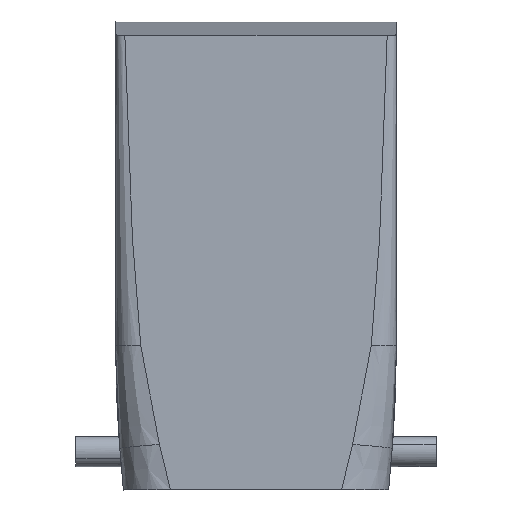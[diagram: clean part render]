
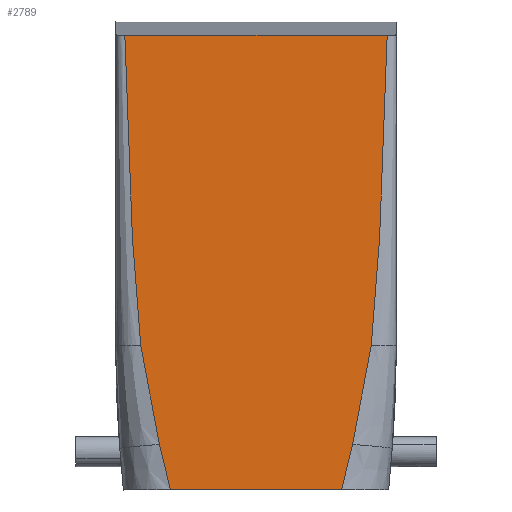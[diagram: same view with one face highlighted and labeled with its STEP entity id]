
A CAD part, front view. The second image highlights one B-rep face of the part: STEP entity #2789.
In plain terms, the highlighted planar face has unit normal (0, -1, 0.013).
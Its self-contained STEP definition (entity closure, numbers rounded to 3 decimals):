
#2664=AXIS2_PLACEMENT_3D('Plane Axis2P3D',#2661,#2662,#2663) ;
#1272=CARTESIAN_POINT('Line Origine',(29.2,0.964,73.651)) ;
#1276=CARTESIAN_POINT('Vertex',(7.95,0.964,73.651)) ;
#1278=CARTESIAN_POINT('Vertex',(50.45,0.964,73.651)) ;
#2661=CARTESIAN_POINT('Axis2P3D Location',(29.2,1.957,149.476)) ;
#2666=CARTESIAN_POINT('Line Origine',(29.2,0.,0.)) ;
#2670=CARTESIAN_POINT('Vertex',(15.33,0.,0.)) ;
#2672=CARTESIAN_POINT('Vertex',(43.07,0.,0.)) ;
#2676=CARTESIAN_POINT('Control Point',(44.842,0.097,7.395)) ;
#2677=CARTESIAN_POINT('Control Point',(44.695,0.089,6.786)) ;
#2678=CARTESIAN_POINT('Control Point',(44.548,0.081,6.177)) ;
#2679=CARTESIAN_POINT('Control Point',(44.415,0.074,5.626)) ;
#2680=CARTESIAN_POINT('Control Point',(44.054,0.054,4.129)) ;
#2681=CARTESIAN_POINT('Control Point',(43.698,0.035,2.644)) ;
#2682=CARTESIAN_POINT('Control Point',(43.494,0.023,1.786)) ;
#2683=CARTESIAN_POINT('Control Point',(43.282,0.012,0.895)) ;
#2684=CARTESIAN_POINT('Control Point',(43.07,0.,0.)) ;
#2685=CARTESIAN_POINT('Vertex',(44.842,0.097,7.395)) ;
#2689=CARTESIAN_POINT('Control Point',(47.876,0.306,23.392)) ;
#2690=CARTESIAN_POINT('Control Point',(47.632,0.279,21.34)) ;
#2691=CARTESIAN_POINT('Control Point',(47.336,0.253,19.294)) ;
#2692=CARTESIAN_POINT('Control Point',(46.989,0.226,17.255)) ;
#2693=CARTESIAN_POINT('Control Point',(46.376,0.184,14.054)) ;
#2694=CARTESIAN_POINT('Control Point',(45.674,0.142,10.874)) ;
#2695=CARTESIAN_POINT('Control Point',(45.406,0.127,9.712)) ;
#2696=CARTESIAN_POINT('Control Point',(45.128,0.112,8.552)) ;
#2697=CARTESIAN_POINT('Control Point',(44.842,0.097,7.395)) ;
#2698=CARTESIAN_POINT('Vertex',(47.876,0.306,23.392)) ;
#2702=CARTESIAN_POINT('Control Point',(50.45,0.964,73.651)) ;
#2703=CARTESIAN_POINT('Control Point',(50.439,0.958,73.211)) ;
#2704=CARTESIAN_POINT('Control Point',(50.427,0.953,72.77)) ;
#2705=CARTESIAN_POINT('Control Point',(50.415,0.947,72.329)) ;
#2706=CARTESIAN_POINT('Control Point',(50.392,0.935,71.447)) ;
#2707=CARTESIAN_POINT('Control Point',(50.368,0.924,70.565)) ;
#2708=CARTESIAN_POINT('Control Point',(50.356,0.918,70.124)) ;
#2709=CARTESIAN_POINT('Control Point',(50.171,0.831,63.5)) ;
#2710=CARTESIAN_POINT('Control Point',(49.949,0.745,56.876)) ;
#2711=CARTESIAN_POINT('Control Point',(49.688,0.664,50.685)) ;
#2712=CARTESIAN_POINT('Control Point',(49.422,0.58,44.274)) ;
#2713=CARTESIAN_POINT('Control Point',(49.064,0.496,37.866)) ;
#2714=CARTESIAN_POINT('Control Point',(49.053,0.493,37.676)) ;
#2715=CARTESIAN_POINT('Control Point',(48.997,0.48,36.699)) ;
#2716=CARTESIAN_POINT('Control Point',(48.939,0.468,35.714)) ;
#2717=CARTESIAN_POINT('Control Point',(48.892,0.458,34.957)) ;
#2718=CARTESIAN_POINT('Control Point',(48.821,0.443,33.857)) ;
#2719=CARTESIAN_POINT('Control Point',(48.745,0.429,32.763)) ;
#2720=CARTESIAN_POINT('Control Point',(48.721,0.424,32.413)) ;
#2721=CARTESIAN_POINT('Control Point',(48.573,0.398,30.397)) ;
#2722=CARTESIAN_POINT('Control Point',(48.404,0.372,28.381)) ;
#2723=CARTESIAN_POINT('Control Point',(48.245,0.35,26.716)) ;
#2724=CARTESIAN_POINT('Control Point',(48.069,0.328,25.053)) ;
#2725=CARTESIAN_POINT('Control Point',(47.876,0.306,23.392)) ;
#2728=CARTESIAN_POINT('Control Point',(7.95,0.964,73.651)) ;
#2729=CARTESIAN_POINT('Control Point',(7.961,0.958,73.211)) ;
#2730=CARTESIAN_POINT('Control Point',(7.973,0.953,72.77)) ;
#2731=CARTESIAN_POINT('Control Point',(7.985,0.947,72.329)) ;
#2732=CARTESIAN_POINT('Control Point',(8.008,0.935,71.447)) ;
#2733=CARTESIAN_POINT('Control Point',(8.032,0.924,70.565)) ;
#2734=CARTESIAN_POINT('Control Point',(8.044,0.918,70.124)) ;
#2735=CARTESIAN_POINT('Control Point',(8.229,0.831,63.5)) ;
#2736=CARTESIAN_POINT('Control Point',(8.451,0.745,56.876)) ;
#2737=CARTESIAN_POINT('Control Point',(8.712,0.664,50.685)) ;
#2738=CARTESIAN_POINT('Control Point',(8.978,0.58,44.274)) ;
#2739=CARTESIAN_POINT('Control Point',(9.336,0.496,37.866)) ;
#2740=CARTESIAN_POINT('Control Point',(9.347,0.493,37.676)) ;
#2741=CARTESIAN_POINT('Control Point',(9.403,0.48,36.699)) ;
#2742=CARTESIAN_POINT('Control Point',(9.461,0.468,35.714)) ;
#2743=CARTESIAN_POINT('Control Point',(9.508,0.458,34.957)) ;
#2744=CARTESIAN_POINT('Control Point',(9.579,0.443,33.857)) ;
#2745=CARTESIAN_POINT('Control Point',(9.655,0.429,32.763)) ;
#2746=CARTESIAN_POINT('Control Point',(9.679,0.424,32.413)) ;
#2747=CARTESIAN_POINT('Control Point',(9.827,0.398,30.397)) ;
#2748=CARTESIAN_POINT('Control Point',(9.996,0.372,28.381)) ;
#2749=CARTESIAN_POINT('Control Point',(10.155,0.35,26.716)) ;
#2750=CARTESIAN_POINT('Control Point',(10.331,0.328,25.053)) ;
#2751=CARTESIAN_POINT('Control Point',(10.524,0.306,23.392)) ;
#2752=CARTESIAN_POINT('Vertex',(10.524,0.306,23.392)) ;
#2756=CARTESIAN_POINT('Control Point',(10.524,0.306,23.392)) ;
#2757=CARTESIAN_POINT('Control Point',(10.768,0.279,21.34)) ;
#2758=CARTESIAN_POINT('Control Point',(11.064,0.253,19.294)) ;
#2759=CARTESIAN_POINT('Control Point',(11.411,0.226,17.255)) ;
#2760=CARTESIAN_POINT('Control Point',(12.024,0.184,14.054)) ;
#2761=CARTESIAN_POINT('Control Point',(12.726,0.142,10.874)) ;
#2762=CARTESIAN_POINT('Control Point',(12.994,0.127,9.712)) ;
#2763=CARTESIAN_POINT('Control Point',(13.272,0.112,8.552)) ;
#2764=CARTESIAN_POINT('Control Point',(13.558,0.097,7.395)) ;
#2765=CARTESIAN_POINT('Vertex',(13.558,0.097,7.395)) ;
#2769=CARTESIAN_POINT('Control Point',(13.558,0.097,7.395)) ;
#2770=CARTESIAN_POINT('Control Point',(13.705,0.089,6.786)) ;
#2771=CARTESIAN_POINT('Control Point',(13.852,0.081,6.177)) ;
#2772=CARTESIAN_POINT('Control Point',(13.985,0.074,5.626)) ;
#2773=CARTESIAN_POINT('Control Point',(14.346,0.054,4.129)) ;
#2774=CARTESIAN_POINT('Control Point',(14.702,0.035,2.644)) ;
#2775=CARTESIAN_POINT('Control Point',(14.906,0.023,1.786)) ;
#2776=CARTESIAN_POINT('Control Point',(15.118,0.012,0.895)) ;
#2777=CARTESIAN_POINT('Control Point',(15.33,0.,0.)) ;
#1273=DIRECTION('Vector Direction',(-1.,0.,0.)) ;
#2662=DIRECTION('Axis2P3D Direction',(0.,-1.,0.013)) ;
#2663=DIRECTION('Axis2P3D XDirection',(-1.,0.,0.)) ;
#2667=DIRECTION('Vector Direction',(-1.,0.,0.)) ;
#1274=VECTOR('Line Direction',#1273,1.) ;
#2668=VECTOR('Line Direction',#2667,1.) ;
#2780=ORIENTED_EDGE('',*,*,#2674,.T.) ;
#2781=ORIENTED_EDGE('',*,*,#2687,.T.) ;
#2782=ORIENTED_EDGE('',*,*,#2700,.T.) ;
#2783=ORIENTED_EDGE('',*,*,#2726,.T.) ;
#2784=ORIENTED_EDGE('',*,*,#1280,.F.) ;
#2785=ORIENTED_EDGE('',*,*,#2754,.F.) ;
#2786=ORIENTED_EDGE('',*,*,#2767,.F.) ;
#2787=ORIENTED_EDGE('',*,*,#2778,.F.) ;
#2789=ADVANCED_FACE('Hauptk\X2\00F6\X0\rper',(#2788),#2665,.T.) ;
#2675=B_SPLINE_CURVE_WITH_KNOTS('',5,(#2676,#2677,#2678,#2679,#2680,#2681,#2682,#2683,#2684),.UNSPECIFIED.,.F.,.U.,(6,3,6),(0.,4.404,10.874),.UNSPECIFIED.) ;
#2688=B_SPLINE_CURVE_WITH_KNOTS('',5,(#2689,#2690,#2691,#2692,#2693,#2694,#2695,#2696,#2697),.UNSPECIFIED.,.F.,.U.,(6,3,6),(0.,14.596,23.042),.UNSPECIFIED.) ;
#2701=B_SPLINE_CURVE_WITH_KNOTS('',5,(#2702,#2703,#2704,#2705,#2706,#2707,#2708,#2709,#2710,#2711,#2712,#2713,#2714,#2715,#2716,#2717,#2718,#2719,#2720,#2721,#2722,#2723,#2724,#2725),.UNSPECIFIED.,.F.,.U.,(6,3,3,3,3,3,3,6),(0.,3.121,6.243,50.019,51.648,56.934,59.414,71.238),.UNSPECIFIED.) ;
#2727=B_SPLINE_CURVE_WITH_KNOTS('',5,(#2728,#2729,#2730,#2731,#2732,#2733,#2734,#2735,#2736,#2737,#2738,#2739,#2740,#2741,#2742,#2743,#2744,#2745,#2746,#2747,#2748,#2749,#2750,#2751),.UNSPECIFIED.,.F.,.U.,(6,3,3,3,3,3,3,6),(0.,3.121,6.243,50.019,51.648,56.934,59.414,71.238),.UNSPECIFIED.) ;
#2755=B_SPLINE_CURVE_WITH_KNOTS('',5,(#2756,#2757,#2758,#2759,#2760,#2761,#2762,#2763,#2764),.UNSPECIFIED.,.F.,.U.,(6,3,6),(0.,14.596,23.042),.UNSPECIFIED.) ;
#2768=B_SPLINE_CURVE_WITH_KNOTS('',5,(#2769,#2770,#2771,#2772,#2773,#2774,#2775,#2776,#2777),.UNSPECIFIED.,.F.,.U.,(6,3,6),(0.,4.404,10.874),.UNSPECIFIED.) ;
#1280=EDGE_CURVE('',#1277,#1279,#1275,.F.) ;
#2674=EDGE_CURVE('',#2671,#2673,#2669,.F.) ;
#2687=EDGE_CURVE('',#2673,#2686,#2675,.F.) ;
#2700=EDGE_CURVE('',#2686,#2699,#2688,.F.) ;
#2726=EDGE_CURVE('',#2699,#1279,#2701,.F.) ;
#2754=EDGE_CURVE('',#2753,#1277,#2727,.F.) ;
#2767=EDGE_CURVE('',#2766,#2753,#2755,.F.) ;
#2778=EDGE_CURVE('',#2671,#2766,#2768,.F.) ;
#2779=EDGE_LOOP('',(#2780,#2781,#2782,#2783,#2784,#2785,#2786,#2787)) ;
#2788=FACE_OUTER_BOUND('',#2779,.T.) ;
#1275=LINE('Line',#1272,#1274) ;
#2669=LINE('Line',#2666,#2668) ;
#2665=PLANE('',#2664) ;
#1277=VERTEX_POINT('',#1276) ;
#1279=VERTEX_POINT('',#1278) ;
#2671=VERTEX_POINT('',#2670) ;
#2673=VERTEX_POINT('',#2672) ;
#2686=VERTEX_POINT('',#2685) ;
#2699=VERTEX_POINT('',#2698) ;
#2753=VERTEX_POINT('',#2752) ;
#2766=VERTEX_POINT('',#2765) ;
